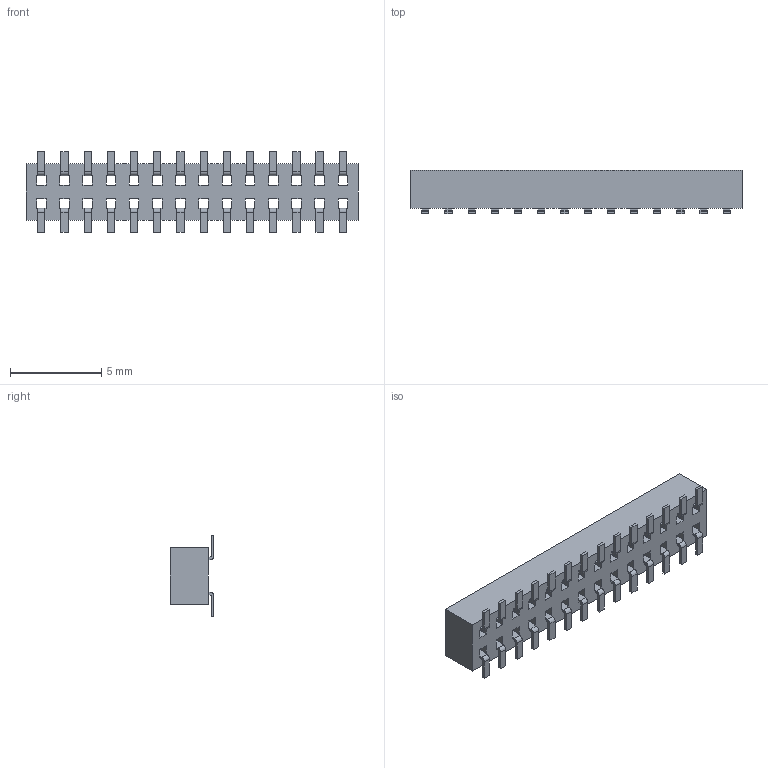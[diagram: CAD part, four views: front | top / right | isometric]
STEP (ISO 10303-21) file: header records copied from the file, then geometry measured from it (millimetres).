
FILE_DESCRIPTION(('FreeCAD Model'),'2;1');
FILE_NAME('Open CASCADE Shape Model','2025-10-16T17:13:45',(''),(''), 'Open CASCADE STEP processor 7.8','FreeCAD','Unknown');
FILE_SCHEMA(('AUTOMOTIVE_DESIGN { 1 0 10303 214 1 1 1 1 }'));
Length unit declared in the file: millimetre
Products named in the file (1): 2321-214MG0CUNT1
Bounding box: 18.18 x 2.4 x 4.4 mm (x, y, z)
Volume: 103.3 mm3; surface area: 347.3 mm2
Topology: 1 solids, 1 shells, 454 faces, 1244 edges, 792 vertices
Faces by surface type: plane 398, cylinder 56
Entity records: 15747 total; most frequent: CARTESIAN_POINT 2491, ORIENTED_EDGE 2488, DIRECTION 2266, EDGE_CURVE 1244, LINE 1132, VECTOR 1132, VERTEX_POINT 792, AXIS2_PLACEMENT_3D 567
